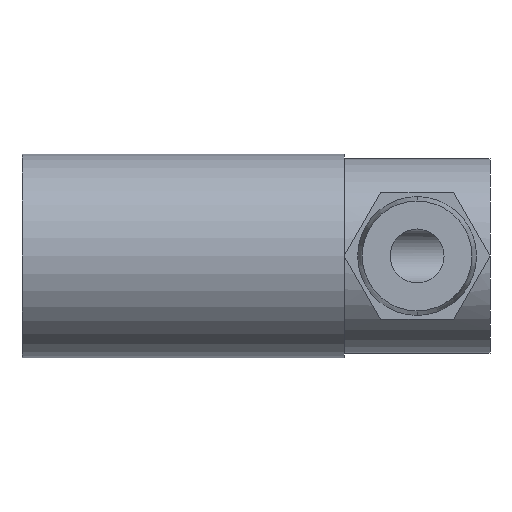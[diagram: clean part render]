
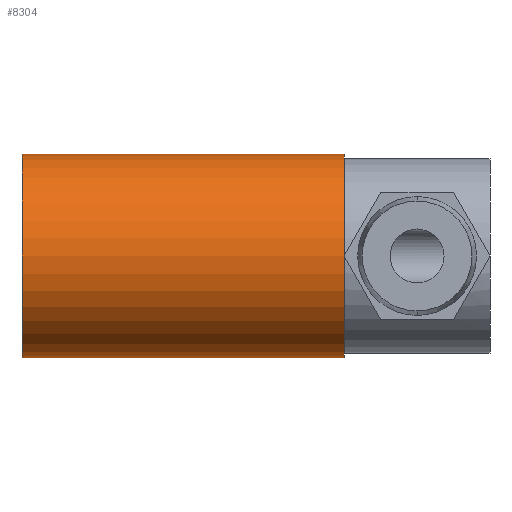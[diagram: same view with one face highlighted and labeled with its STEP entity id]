
A CAD part, front view. The second image highlights one B-rep face of the part: STEP entity #8304.
In plain terms, the highlighted cylindrical face has radius 11.3 mm (diameter 22.6 mm), a partial arc.
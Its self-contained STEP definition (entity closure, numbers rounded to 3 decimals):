
#432 = VERTEX_POINT ( 'NONE', #7554 ) ;
#440 = VERTEX_POINT ( 'NONE', #1697 ) ;
#916 = ORIENTED_EDGE ( 'NONE', *, *, #5659, .T. ) ;
#917 = EDGE_CURVE ( 'NONE', #4599, #432, #1230, .T. ) ;
#1230 = CIRCLE ( 'NONE', #6177, 11.3 ) ;
#1231 = DIRECTION ( 'NONE',  ( 0., 0., 1. ) ) ;
#1697 = CARTESIAN_POINT ( 'NONE',  ( 35.8, 0., -11.3 ) ) ;
#1730 = CARTESIAN_POINT ( 'NONE',  ( 0., 0., 0. ) ) ;
#2006 = EDGE_LOOP ( 'NONE', ( #3972, #916, #8110, #5161 ) ) ;
#2065 = CARTESIAN_POINT ( 'NONE',  ( 0., 0., -11.3 ) ) ;
#2400 = VECTOR ( 'NONE', #3548, 1000. ) ;
#2484 = CYLINDRICAL_SURFACE ( 'NONE', #4110, 11.3 ) ;
#2632 = CARTESIAN_POINT ( 'NONE',  ( 0., 0., -11.3 ) ) ;
#3252 = CIRCLE ( 'NONE', #3815, 11.3 ) ;
#3395 = DIRECTION ( 'NONE',  ( -1., 0., 0. ) ) ;
#3548 = DIRECTION ( 'NONE',  ( -1., 0., 0. ) ) ;
#3748 = DIRECTION ( 'NONE',  ( -1., 0., 0. ) ) ;
#3807 = CARTESIAN_POINT ( 'NONE',  ( 0., 0., 0. ) ) ;
#3811 = FACE_OUTER_BOUND ( 'NONE', #2006, .T. ) ;
#3815 = AXIS2_PLACEMENT_3D ( 'NONE', #5914, #3748, #1231 ) ;
#3916 = VERTEX_POINT ( 'NONE', #6677 ) ;
#3936 = DIRECTION ( 'NONE',  ( 0., 0., 1. ) ) ;
#3972 = ORIENTED_EDGE ( 'NONE', *, *, #5713, .F. ) ;
#4110 = AXIS2_PLACEMENT_3D ( 'NONE', #1730, #5182, #7039 ) ;
#4372 = VECTOR ( 'NONE', #3395, 1000. ) ;
#4399 = EDGE_CURVE ( 'NONE', #3916, #432, #5543, .T. ) ;
#4599 = VERTEX_POINT ( 'NONE', #2632 ) ;
#5161 = ORIENTED_EDGE ( 'NONE', *, *, #917, .F. ) ;
#5182 = DIRECTION ( 'NONE',  ( -1., 0., 0. ) ) ;
#5543 = LINE ( 'NONE', #7429, #2400 ) ;
#5659 = EDGE_CURVE ( 'NONE', #440, #3916, #3252, .T. ) ;
#5713 = EDGE_CURVE ( 'NONE', #440, #4599, #8045, .T. ) ;
#5914 = CARTESIAN_POINT ( 'NONE',  ( 35.8, 0., 0. ) ) ;
#6177 = AXIS2_PLACEMENT_3D ( 'NONE', #3807, #8585, #3936 ) ;
#6677 = CARTESIAN_POINT ( 'NONE',  ( 35.8, 0., 11.3 ) ) ;
#7039 = DIRECTION ( 'NONE',  ( 0., 0., 1. ) ) ;
#7429 = CARTESIAN_POINT ( 'NONE',  ( 0., 0., 11.3 ) ) ;
#7554 = CARTESIAN_POINT ( 'NONE',  ( 0., 0., 11.3 ) ) ;
#8045 = LINE ( 'NONE', #2065, #4372 ) ;
#8110 = ORIENTED_EDGE ( 'NONE', *, *, #4399, .T. ) ;
#8304 = ADVANCED_FACE ( 'NONE', ( #3811 ), #2484, .T. ) ;
#8585 = DIRECTION ( 'NONE',  ( -1., 0., 0. ) ) ;
